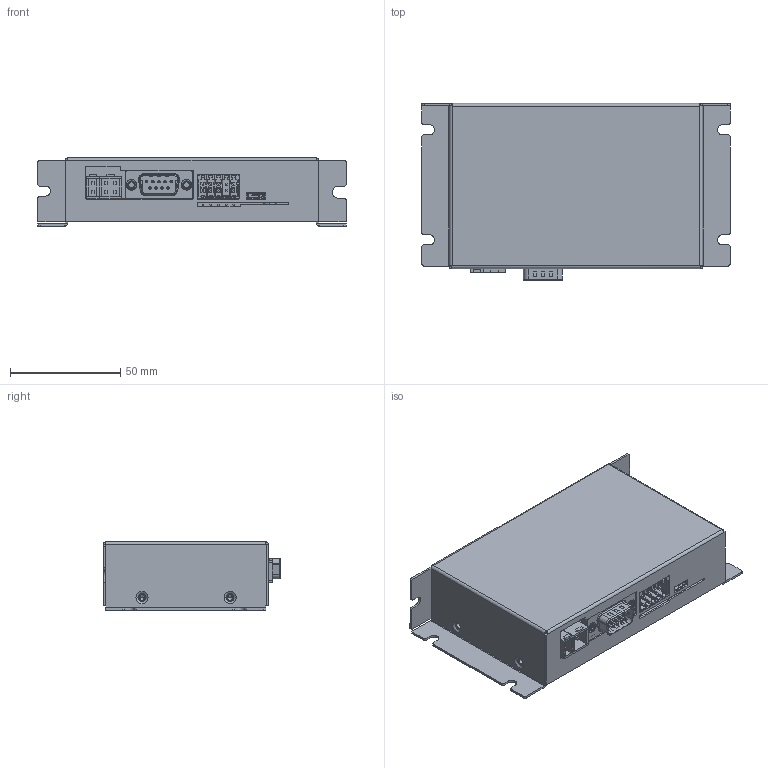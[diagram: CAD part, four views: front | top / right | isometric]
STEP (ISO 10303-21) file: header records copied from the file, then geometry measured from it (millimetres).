
FILE_DESCRIPTION (( 'STEP AP214' ), '1' );
FILE_NAME ('SVR-K112.STEP', '2020-03-11T07:55:11', ( '' ), ( '' ), 'SwSTEP 2.0', 'SolidWorks 2016', '' );
FILE_SCHEMA (( 'AUTOMOTIVE_DESIGN' ));
Length unit declared in the file: millimetre
Products named in the file (4): SVR-K111.K112_COVER; SVR-K112_BASE; PCB_SVR-K112_V40; SVR-K112
Assembly tree (3 placements, depth 2):
  SVR-K112
    PCB_SVR-K112_V40
    SVR-K112_BASE
    SVR-K111.K112_COVER
Bounding box: 140 x 80.4 x 31 mm (x, y, z)
Volume: 69328.5 mm3; surface area: 91005 mm2
Topology: 2 solids, 203 shells, 2218 faces, 7839 edges, 5717 vertices
Faces by surface type: plane 1359, cylinder 621, bspline 107, cone 77, torus 31, sphere 23
Entity records: 115316 total; most frequent: CARTESIAN_POINT 27428, DIRECTION 13211, ORIENTED_EDGE 12203, EDGE_CURVE 7807, VERTEX_POINT 5709, VECTOR 5497, LINE 5497, AXIS2_PLACEMENT_3D 3857
